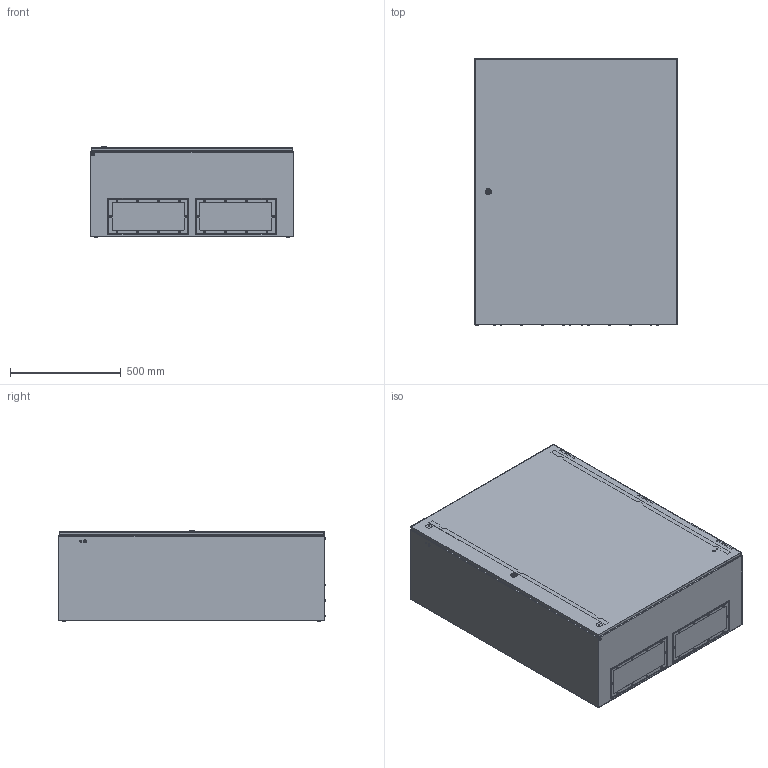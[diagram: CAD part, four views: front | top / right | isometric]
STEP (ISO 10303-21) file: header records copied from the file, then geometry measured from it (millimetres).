
FILE_DESCRIPTION (( 'STEP AP214' ), '1' );
FILE_NAME ('3331-9112-40-17.step', '2023-12-20T13:17:26', ( '' ), ( '' ), 'SwSTEP 2.0', 'SolidWorks 2019', '' );
FILE_SCHEMA (( 'AUTOMOTIVE_DESIGN' ));
Length unit declared in the file: millimetre
Products named in the file (6): Montageplatte_wg_0331-9112-00-13; Korpus_wg_9112-40; Tuer_wg_3331-9112-00-97; Montageplattenbeipack_wg_9112; Kabeleinfuehrungsplatte_wg_3080-7035-12-27; 3331-9112-40-17
Assembly tree (6 placements, depth 2):
  3331-9112-40-17
    Korpus_wg_9112-40
    Tuer_wg_3331-9112-00-97
    Kabeleinfuehrungsplatte_wg_3080-7035-12-27  x2
    Montageplatte_wg_0331-9112-00-13
    Montageplattenbeipack_wg_9112
Bounding box: 915 x 1203.1 x 407.5 mm (x, y, z)
Volume: 9663251.7 mm3; surface area: 10486362.4 mm2
Topology: 49 solids, 49 shells, 2570 faces, 6525 edges, 4191 vertices
Faces by surface type: plane 1439, cylinder 813, cone 234, torus 46, sphere 22, bspline 16
Entity records: 84883 total; most frequent: CARTESIAN_POINT 20865, DIRECTION 11309, ORIENTED_EDGE 11058, EDGE_CURVE 5529, AXIS2_PLACEMENT_3D 4075, VERTEX_POINT 3571, LINE 3159, VECTOR 3159
